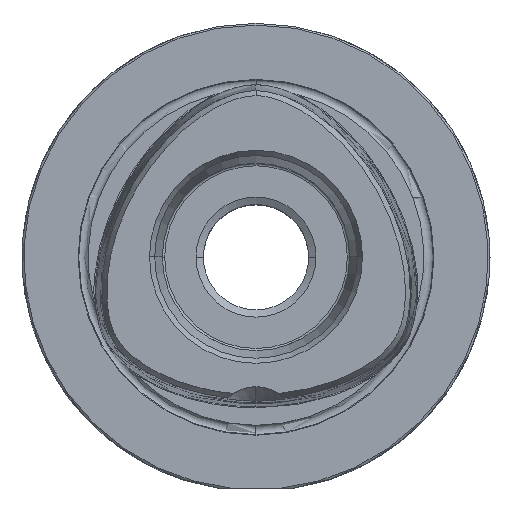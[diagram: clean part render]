
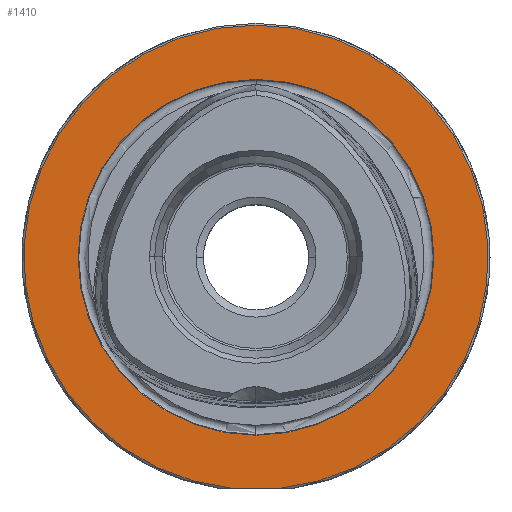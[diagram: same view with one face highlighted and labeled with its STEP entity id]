
A CAD part, top view. The second image highlights one B-rep face of the part: STEP entity #1410.
In plain terms, the highlighted planar face has unit normal (0, 0, 1).
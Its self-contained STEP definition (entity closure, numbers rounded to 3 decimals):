
#1410=ADVANCED_FACE('NONE',(#3728,#3729),#3730,.T.);
#1534=EDGE_CURVE('NONE',#2988,#1962,#3874,.T.);
#1560=EDGE_CURVE('NONE',#2948,#2988,#3900,.T.);
#1962=VERTEX_POINT('NONE',#4352);
#2038=VERTEX_POINT('NONE',#4439);
#2388=EDGE_CURVE('NONE',#2038,#2816,#4829,.F.);
#2550=EDGE_CURVE('NONE',#2816,#2038,#5010,.T.);
#2816=VERTEX_POINT('NONE',#5307);
#2948=VERTEX_POINT('NONE',#5456);
#2960=EDGE_CURVE('NONE',#2948,#1962,#5468,.F.);
#2988=VERTEX_POINT('',#5497);
#3728=FACE_OUTER_BOUND('',#7887,.T.);
#3729=FACE_BOUND('',#7888,.T.);
#3730=PLANE('',#7889);
#3874=CIRCLE('',#8279,39.7);
#3900=CIRCLE('',#8344,39.7);
#4352=CARTESIAN_POINT('',(3.98,-39.5,0.));
#4439=CARTESIAN_POINT('',(0.,-30.414,0.));
#4829=CIRCLE('',#13429,30.414);
#5010=CIRCLE('',#13941,30.414);
#5307=CARTESIAN_POINT('',(0.,30.414,0.));
#5456=CARTESIAN_POINT('',(-3.98,-39.5,0.));
#5468=LINE('',#15204,#15205);
#5497=CARTESIAN_POINT('',(0.,39.7,0.));
#7887=EDGE_LOOP('',(#16618,#16619,#16620));
#7888=EDGE_LOOP('',(#16621,#16622));
#7889=AXIS2_PLACEMENT_3D('',#16623,#16624,#16625);
#8279=AXIS2_PLACEMENT_3D('',#16814,#16815,#16816);
#8344=AXIS2_PLACEMENT_3D('',#16826,#16827,#16828);
#13429=AXIS2_PLACEMENT_3D('',#17924,#17925,#17926);
#13941=AXIS2_PLACEMENT_3D('',#18148,#18149,#18150);
#15204=CARTESIAN_POINT('',(-45.154,-39.5,0.0));
#15205=VECTOR('',#18700,1.0);
#16618=ORIENTED_EDGE('',*,*,#1560,.F.);
#16619=ORIENTED_EDGE('',*,*,#2960,.T.);
#16620=ORIENTED_EDGE('',*,*,#1534,.F.);
#16621=ORIENTED_EDGE('',*,*,#2550,.F.);
#16622=ORIENTED_EDGE('',*,*,#2388,.F.);
#16623=CARTESIAN_POINT('',(-42.0,0.,0.));
#16624=DIRECTION('',(0.,0.,1.0));
#16625=DIRECTION('',(-1.0,-0.0,0.));
#16814=CARTESIAN_POINT('',(0.,0.,0.));
#16815=DIRECTION('',(0.,0.,-1.0));
#16816=DIRECTION('',(0.,-1.0,0.));
#16826=CARTESIAN_POINT('',(0.,0.,0.));
#16827=DIRECTION('',(0.,0.,-1.0));
#16828=DIRECTION('',(0.,-1.0,0.));
#17924=CARTESIAN_POINT('',(0.,0.,0.));
#17925=DIRECTION('',(0.,0.,-1.0));
#17926=DIRECTION('',(0.,1.0,0.));
#18148=CARTESIAN_POINT('',(0.,0.,0.));
#18149=DIRECTION('',(0.,0.,1.0));
#18150=DIRECTION('',(0.,1.0,0.));
#18700=DIRECTION('',(-1.0,-0.0,0.));
